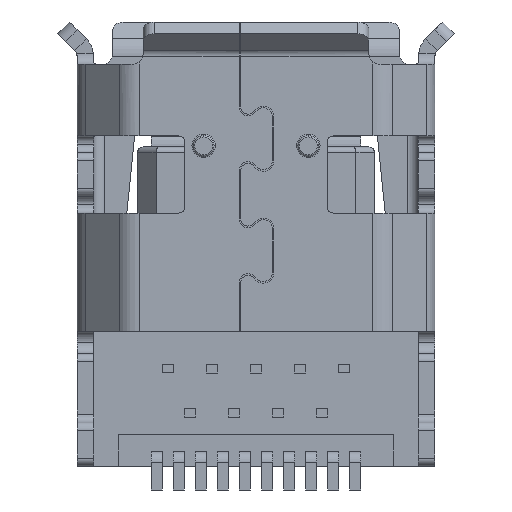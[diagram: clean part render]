
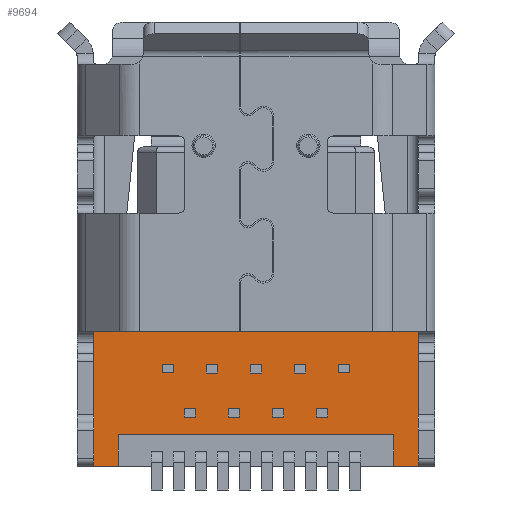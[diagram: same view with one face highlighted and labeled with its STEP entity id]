
A CAD part, front view. The second image highlights one B-rep face of the part: STEP entity #9694.
In plain terms, the highlighted planar face has unit normal (0, -1, 0).
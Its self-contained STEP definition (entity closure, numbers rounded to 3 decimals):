
#357 = LINE ( 'NONE', #1791, #5562 ) ;
#570 = ORIENTED_EDGE ( 'NONE', *, *, #4005, .F. ) ;
#1725 = VERTEX_POINT ( 'NONE', #2272 ) ;
#1730 = VECTOR ( 'NONE', #6403, 1000. ) ;
#1785 = EDGE_CURVE ( 'NONE', #7559, #15344, #5000, .T. ) ;
#1791 = CARTESIAN_POINT ( 'NONE',  ( 2.125, 0.125, -3.82 ) ) ;
#2194 = ORIENTED_EDGE ( 'NONE', *, *, #6685, .F. ) ;
#2208 = LINE ( 'NONE', #9660, #15815 ) ;
#2272 = CARTESIAN_POINT ( 'NONE',  ( 2.5, 0.125, -3.82 ) ) ;
#3266 = DIRECTION ( 'NONE',  ( -1., 0., 0. ) ) ;
#3357 = CARTESIAN_POINT ( 'NONE',  ( 2.95, 0.125, -1.37 ) ) ;
#3441 = ORIENTED_EDGE ( 'NONE', *, *, #1785, .T. ) ;
#4005 = EDGE_CURVE ( 'NONE', #7559, #8303, #8767, .T. ) ;
#4497 = DIRECTION ( 'NONE',  ( 0., 0., 1. ) ) ;
#4625 = ORIENTED_EDGE ( 'NONE', *, *, #6130, .T. ) ;
#4789 = FACE_OUTER_BOUND ( 'NONE', #6218, .T. ) ;
#4833 = CARTESIAN_POINT ( 'NONE',  ( 2.125, 0.125, -3.82 ) ) ;
#4852 = ORIENTED_EDGE ( 'NONE', *, *, #10231, .F. ) ;
#4920 = DIRECTION ( 'NONE',  ( 0., 0., -1. ) ) ;
#5000 = LINE ( 'NONE', #5696, #12266 ) ;
#5225 = DIRECTION ( 'NONE',  ( 0., 0., 1. ) ) ;
#5360 = VERTEX_POINT ( 'NONE', #18677 ) ;
#5562 = VECTOR ( 'NONE', #3266, 1000. ) ;
#5696 = CARTESIAN_POINT ( 'NONE',  ( -2.95, 0.125, -1.37 ) ) ;
#6130 = EDGE_CURVE ( 'NONE', #5360, #15437, #2208, .T. ) ;
#6134 = EDGE_CURVE ( 'NONE', #15344, #5360, #12206, .T. ) ;
#6218 = EDGE_LOOP ( 'NONE', ( #2194, #4852, #13777, #11579, #570, #3441, #7339, #4625 ) ) ;
#6403 = DIRECTION ( 'NONE',  ( 1., 0., 0. ) ) ;
#6685 = EDGE_CURVE ( 'NONE', #8039, #15437, #18069, .T. ) ;
#6731 = VECTOR ( 'NONE', #12641, 1000. ) ;
#6744 = CARTESIAN_POINT ( 'NONE',  ( -2.125, 0.125, -3.82 ) ) ;
#7018 = EDGE_CURVE ( 'NONE', #7696, #1725, #357, .T. ) ;
#7034 = VECTOR ( 'NONE', #4920, 1000. ) ;
#7339 = ORIENTED_EDGE ( 'NONE', *, *, #6134, .T. ) ;
#7559 = VERTEX_POINT ( 'NONE', #9447 ) ;
#7667 = DIRECTION ( 'NONE',  ( 0., 1., 0. ) ) ;
#7696 = VERTEX_POINT ( 'NONE', #9639 ) ;
#8039 = VERTEX_POINT ( 'NONE', #11958 ) ;
#8303 = VERTEX_POINT ( 'NONE', #9619 ) ;
#8467 = AXIS2_PLACEMENT_3D ( 'NONE', #4833, #7667, #9016 ) ;
#8681 = LINE ( 'NONE', #10223, #12756 ) ;
#8767 = LINE ( 'NONE', #13581, #1730 ) ;
#8895 = CARTESIAN_POINT ( 'NONE',  ( -2.5, 0.125, -3.245 ) ) ;
#9016 = DIRECTION ( 'NONE',  ( 0., 0., 1. ) ) ;
#9447 = CARTESIAN_POINT ( 'NONE',  ( -2.95, 0.125, -1.37 ) ) ;
#9619 = CARTESIAN_POINT ( 'NONE',  ( 2.95, 0.125, -1.37 ) ) ;
#9639 = CARTESIAN_POINT ( 'NONE',  ( 2.95, 0.125, -3.82 ) ) ;
#9660 = CARTESIAN_POINT ( 'NONE',  ( -2.5, 0.125, -3.82 ) ) ;
#9694 = ADVANCED_FACE ( 'NONE', ( #4789 ), #13584, .F. ) ;
#10223 = CARTESIAN_POINT ( 'NONE',  ( 2.5, 0.125, -3.82 ) ) ;
#10231 = EDGE_CURVE ( 'NONE', #1725, #8039, #8681, .T. ) ;
#11579 = ORIENTED_EDGE ( 'NONE', *, *, #16728, .F. ) ;
#11958 = CARTESIAN_POINT ( 'NONE',  ( 2.5, 0.125, -3.245 ) ) ;
#12206 = LINE ( 'NONE', #6744, #16731 ) ;
#12266 = VECTOR ( 'NONE', #17315, 1000. ) ;
#12641 = DIRECTION ( 'NONE',  ( -1., 0., 0. ) ) ;
#12756 = VECTOR ( 'NONE', #4497, 1000. ) ;
#13151 = LINE ( 'NONE', #3357, #7034 ) ;
#13581 = CARTESIAN_POINT ( 'NONE',  ( 0., 0.125, -1.37 ) ) ;
#13584 = PLANE ( 'NONE',  #8467 ) ;
#13777 = ORIENTED_EDGE ( 'NONE', *, *, #7018, .F. ) ;
#14154 = CARTESIAN_POINT ( 'NONE',  ( 2.5, 0.125, -3.245 ) ) ;
#14303 = CARTESIAN_POINT ( 'NONE',  ( -2.95, 0.125, -3.82 ) ) ;
#15344 = VERTEX_POINT ( 'NONE', #14303 ) ;
#15437 = VERTEX_POINT ( 'NONE', #8895 ) ;
#15815 = VECTOR ( 'NONE', #5225, 1000. ) ;
#16728 = EDGE_CURVE ( 'NONE', #8303, #7696, #13151, .T. ) ;
#16731 = VECTOR ( 'NONE', #16882, 1000. ) ;
#16882 = DIRECTION ( 'NONE',  ( 1., 0., 0. ) ) ;
#17315 = DIRECTION ( 'NONE',  ( 0., 0., -1. ) ) ;
#18069 = LINE ( 'NONE', #14154, #6731 ) ;
#18677 = CARTESIAN_POINT ( 'NONE',  ( -2.5, 0.125, -3.82 ) ) ;
